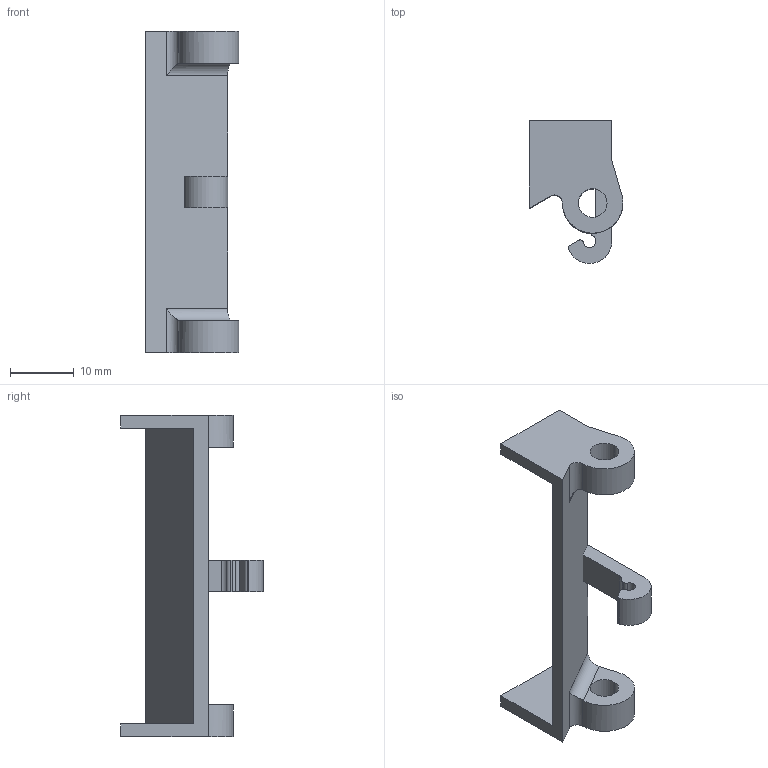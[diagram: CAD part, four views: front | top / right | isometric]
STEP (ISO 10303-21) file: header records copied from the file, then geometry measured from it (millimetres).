
FILE_DESCRIPTION (( 'STEP AP214' ), '1' );
FILE_NAME ('slope_2.STEP', '2025-01-12T00:09:28', ( '' ), ( '' ), 'SwSTEP 2.0', 'SolidWorks 2024', '' );
FILE_SCHEMA (( 'AUTOMOTIVE_DESIGN' ));
Length unit declared in the file: millimetre
Products named in the file (1): slope_2
Bounding box: 14.75 x 22.47 x 50.5 mm (x, y, z)
Volume: 2794 mm3; surface area: 3056.5 mm2
Topology: 1 solids, 1 shells, 38 faces, 106 edges, 70 vertices
Faces by surface type: cylinder 19, plane 19
Entity records: 1283 total; most frequent: CARTESIAN_POINT 255, ORIENTED_EDGE 212, DIRECTION 210, EDGE_CURVE 106, AXIS2_PLACEMENT_3D 71, VERTEX_POINT 70, VECTOR 68, LINE 68
